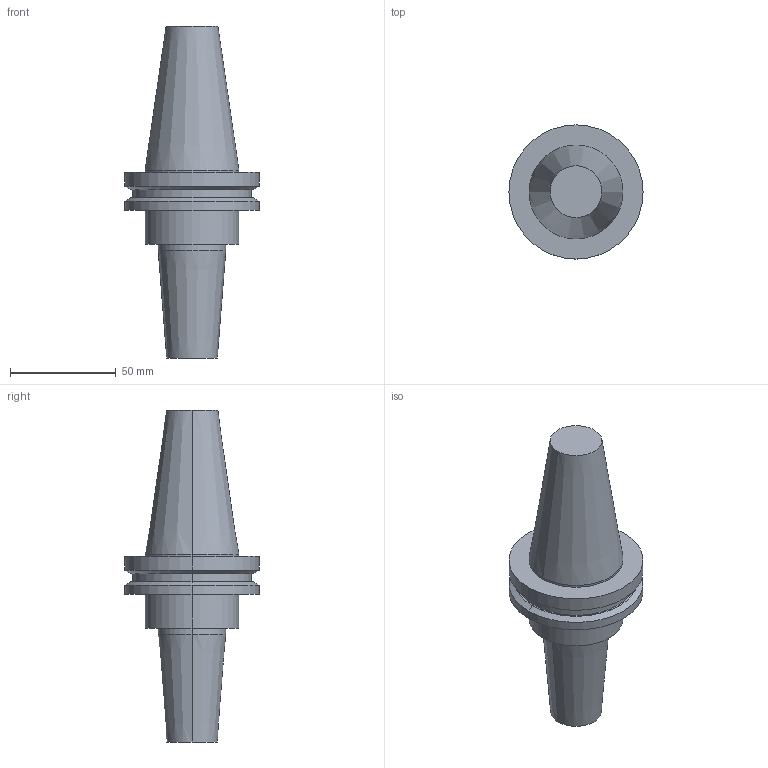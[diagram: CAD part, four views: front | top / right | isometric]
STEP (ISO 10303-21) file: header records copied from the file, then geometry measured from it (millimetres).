
FILE_DESCRIPTION (( 'STEP AP203' ), '1' );
FILE_NAME ('BCV40-SF_375-3_5.STEP', '2022-02-23T17:22:03', ( '' ), ( '' ), 'SwSTEP 2.0', 'SolidWorks 2021', '' );
FILE_SCHEMA (( 'CONFIG_CONTROL_DESIGN' ));
Length unit declared in the file: millimetre
Products named in the file (1): BCV40-SF_375-3_5
Bounding box: 63.5 x 63.5 x 157.15 mm (x, y, z)
Volume: 177389.2 mm3; surface area: 24852.5 mm2
Topology: 1 solids, 1 shells, 30 faces, 58 edges, 36 vertices
Faces by surface type: cylinder 14, cone 8, plane 8
Entity records: 851 total; most frequent: DIRECTION 156, CARTESIAN_POINT 125, ORIENTED_EDGE 116, AXIS2_PLACEMENT_3D 67, EDGE_CURVE 58, CIRCLE 36, VERTEX_POINT 36, EDGE_LOOP 36
